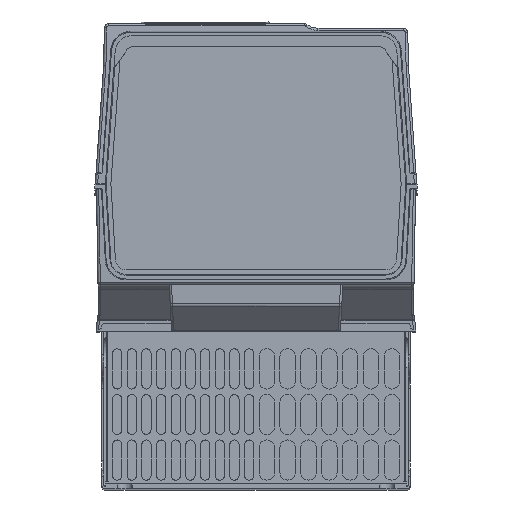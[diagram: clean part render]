
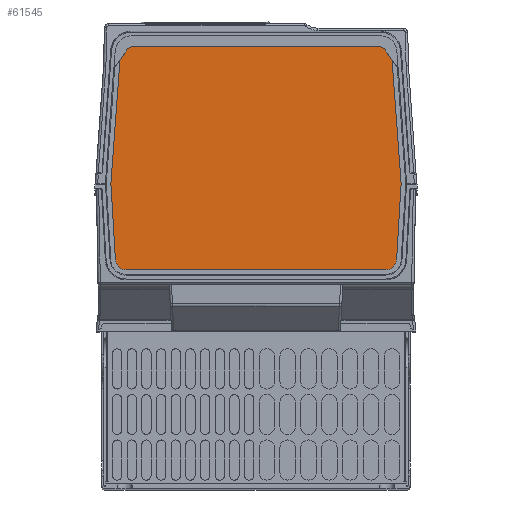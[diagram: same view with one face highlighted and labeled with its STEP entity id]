
A CAD part, top view. The second image highlights one B-rep face of the part: STEP entity #61545.
In plain terms, the highlighted planar face has unit normal (0, 0, 1).
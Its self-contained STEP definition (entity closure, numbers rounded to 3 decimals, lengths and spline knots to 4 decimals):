
#15864=CARTESIAN_POINT('',(-3.1775,7.0472,
4.3307));
#15865=DIRECTION('',(0.,0.,-1.));
#15866=DIRECTION('',(-0.997,0.073,0.));
#15867=AXIS2_PLACEMENT_3D('',#15864,#15865,#15866);
#15869=DIRECTION('',(1.,0.,0.));
#15870=VECTOR('',#15869,6.3551);
#15871=CARTESIAN_POINT('',(-3.1775,7.3228,
4.3307));
#15872=LINE('',#15871,#15870);
#15873=CARTESIAN_POINT('',(3.1775,7.0472,4.3307));
#15874=DIRECTION('',(0.,0.,-1.));
#15875=DIRECTION('',(0.,1.,0.));
#15876=AXIS2_PLACEMENT_3D('',#15873,#15874,#15875);
#15878=DIRECTION('',(0.073,-0.997,0.));
#15879=VECTOR('',#15878,3.3575);
#15880=CARTESIAN_POINT('',(3.4524,7.0675,4.3307));
#15881=LINE('',#15880,#15879);
#15882=CARTESIAN_POINT('',(3.4243,3.6988,4.3307));
#15883=DIRECTION('',(0.,0.,-1.));
#15884=DIRECTION('',(0.997,0.073,0.));
#15885=AXIS2_PLACEMENT_3D('',#15882,#15883,#15884);
#15887=DIRECTION('',(-0.059,-0.998,0.));
#15888=VECTOR('',#15887,1.9305);
#15889=CARTESIAN_POINT('',(3.6994,3.6825,4.3307));
#15890=LINE('',#15889,#15888);
#15891=CARTESIAN_POINT('',(3.31,1.7717,4.3307));
#15892=DIRECTION('',(0.,0.,-1.));
#15893=DIRECTION('',(0.998,-0.059,0.));
#15894=AXIS2_PLACEMENT_3D('',#15891,#15892,#15893);
#15896=DIRECTION('',(-1.,0.,0.));
#15897=VECTOR('',#15896,6.6199);
#15898=CARTESIAN_POINT('',(3.31,1.4961,4.3307));
#15899=LINE('',#15898,#15897);
#15900=CARTESIAN_POINT('',(-3.31,1.7717,
4.3307));
#15901=DIRECTION('',(0.,0.,-1.));
#15902=DIRECTION('',(0.,-1.,0.));
#15903=AXIS2_PLACEMENT_3D('',#15900,#15901,#15902);
#15905=DIRECTION('',(-0.059,0.998,0.));
#15906=VECTOR('',#15905,1.9305);
#15907=CARTESIAN_POINT('',(-3.5851,1.7553,
4.3307));
#15908=LINE('',#15907,#15906);
#15909=CARTESIAN_POINT('',(-3.4243,3.6988,
4.3307));
#15910=DIRECTION('',(0.,0.,-1.));
#15911=DIRECTION('',(-0.998,-0.059,0.));
#15912=AXIS2_PLACEMENT_3D('',#15909,#15910,#15911);
#15914=DIRECTION('',(0.073,0.997,0.));
#15915=VECTOR('',#15914,3.3575);
#15916=CARTESIAN_POINT('',(-3.6991,3.7191,
4.3307));
#15917=LINE('',#15916,#15915);
#29478=CARTESIAN_POINT('',(-3.4524,7.0675,
4.3307));
#29479=CARTESIAN_POINT('',(-3.1775,7.3228,
4.3307));
#29480=VERTEX_POINT('',#29478);
#29481=VERTEX_POINT('',#29479);
#29482=CARTESIAN_POINT('',(3.1775,7.3228,4.3307));
#29483=VERTEX_POINT('',#29482);
#29484=CARTESIAN_POINT('',(3.4524,7.0675,4.3307));
#29485=VERTEX_POINT('',#29484);
#29486=CARTESIAN_POINT('',(3.6991,3.7191,4.3307));
#29487=VERTEX_POINT('',#29486);
#29488=CARTESIAN_POINT('',(3.6994,3.6825,4.3307));
#29489=VERTEX_POINT('',#29488);
#29490=CARTESIAN_POINT('',(3.5851,1.7553,4.3307));
#29491=VERTEX_POINT('',#29490);
#29492=CARTESIAN_POINT('',(3.31,1.4961,4.3307));
#29493=VERTEX_POINT('',#29492);
#29494=CARTESIAN_POINT('',(-3.31,1.4961,
4.3307));
#29495=VERTEX_POINT('',#29494);
#29496=CARTESIAN_POINT('',(-3.5851,1.7553,
4.3307));
#29497=VERTEX_POINT('',#29496);
#29498=CARTESIAN_POINT('',(-3.6994,3.6825,
4.3307));
#29499=VERTEX_POINT('',#29498);
#29500=CARTESIAN_POINT('',(-3.6991,3.7191,
4.3307));
#29501=VERTEX_POINT('',#29500);
#61526=CARTESIAN_POINT('',(0.,7.874,
4.3307));
#61527=DIRECTION('',(0.,0.,1.));
#61528=DIRECTION('',(1.,0.,0.));
#61529=AXIS2_PLACEMENT_3D('',#61526,#61527,#61528);
#61530=PLANE('',#61529);
#61531=ORIENTED_EDGE('',*,*,#61368,.T.);
#61532=ORIENTED_EDGE('',*,*,#61347,.T.);
#61533=ORIENTED_EDGE('',*,*,#61326,.T.);
#61534=ORIENTED_EDGE('',*,*,#61305,.T.);
#61535=ORIENTED_EDGE('',*,*,#61284,.T.);
#61536=ORIENTED_EDGE('',*,*,#61514,.T.);
#61537=ORIENTED_EDGE('',*,*,#61494,.T.);
#61538=ORIENTED_EDGE('',*,*,#61473,.T.);
#61539=ORIENTED_EDGE('',*,*,#61452,.T.);
#61540=ORIENTED_EDGE('',*,*,#61431,.T.);
#61541=ORIENTED_EDGE('',*,*,#61410,.T.);
#61542=ORIENTED_EDGE('',*,*,#61389,.T.);
#61543=EDGE_LOOP('',(#61531,#61532,#61533,#61534,#61535,#61536,#61537,#61538,
#61539,#61540,#61541,#61542));
#61544=FACE_OUTER_BOUND('',#61543,.F.);
#15868=CIRCLE('',#15867,0.2756);
#15877=CIRCLE('',#15876,0.2756);
#15886=CIRCLE('',#15885,0.2756);
#15895=CIRCLE('',#15894,0.2756);
#15904=CIRCLE('',#15903,0.2756);
#15913=CIRCLE('',#15912,0.2756);
#61284=EDGE_CURVE('',#29487,#29489,#15886,.T.);
#61305=EDGE_CURVE('',#29485,#29487,#15881,.T.);
#61326=EDGE_CURVE('',#29483,#29485,#15877,.T.);
#61347=EDGE_CURVE('',#29481,#29483,#15872,.T.);
#61368=EDGE_CURVE('',#29480,#29481,#15868,.T.);
#61389=EDGE_CURVE('',#29501,#29480,#15917,.T.);
#61410=EDGE_CURVE('',#29499,#29501,#15913,.T.);
#61431=EDGE_CURVE('',#29497,#29499,#15908,.T.);
#61452=EDGE_CURVE('',#29495,#29497,#15904,.T.);
#61473=EDGE_CURVE('',#29493,#29495,#15899,.T.);
#61494=EDGE_CURVE('',#29491,#29493,#15895,.T.);
#61514=EDGE_CURVE('',#29489,#29491,#15890,.T.);
#61545=ADVANCED_FACE('',(#61544),#61530,.T.);
